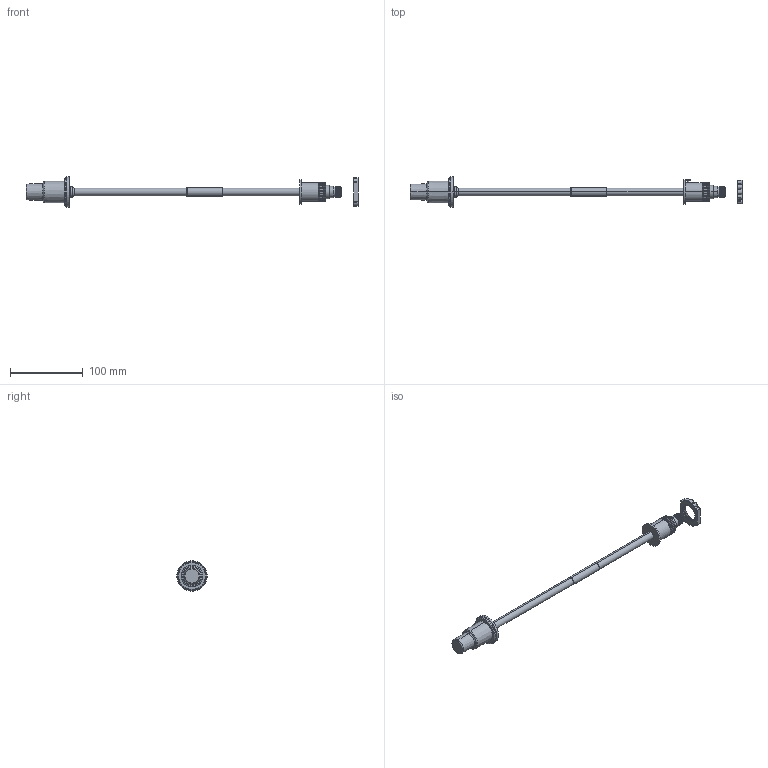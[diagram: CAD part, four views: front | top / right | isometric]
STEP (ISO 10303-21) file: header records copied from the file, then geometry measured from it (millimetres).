
FILE_DESCRIPTION (( 'STEP AP214' ), '1' );
FILE_NAME ('HGFH-533D.STEP', '2013-08-20T18:32:27', ( 'L-Com' ), ( 'L-Com Global Connectivity' ), 'SwSTEP 2.0', 'SolidWorks 2012', '' );
FILE_SCHEMA (( 'AUTOMOTIVE_DESIGN' ));
Length unit declared in the file: inch
Products named in the file (3): HGFH-533D_FH-NUT; HGFH-533D_Feed Horn; HGFH-533D
Assembly tree (2 placements, depth 2):
  HGFH-533D
    HGFH-533D_Feed Horn
    HGFH-533D_FH-NUT
Bounding box: 457.47 x 41.76 x 41.76 mm (x, y, z)
Volume: 93544.7 mm3; surface area: 28609.7 mm2
Topology: 2 solids, 2 shells, 316 faces, 718 edges, 435 vertices
Faces by surface type: cone 142, plane 108, cylinder 48, torus 18
Entity records: 12786 total; most frequent: DIRECTION 1654, CARTESIAN_POINT 1534, ORIENTED_EDGE 1432, EDGE_CURVE 716, AXIS2_PLACEMENT_3D 623, VERTEX_POINT 435, VECTOR 408, LINE 408
